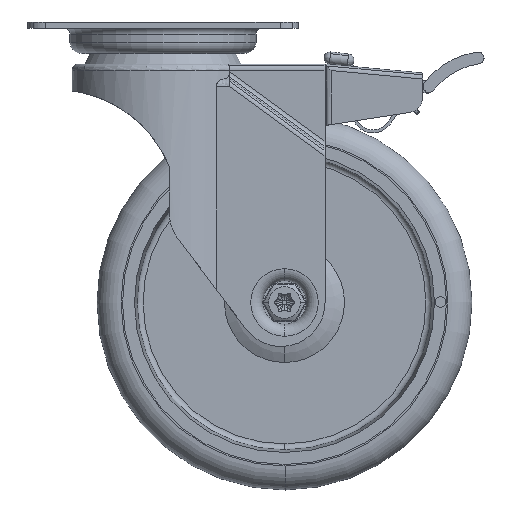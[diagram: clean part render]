
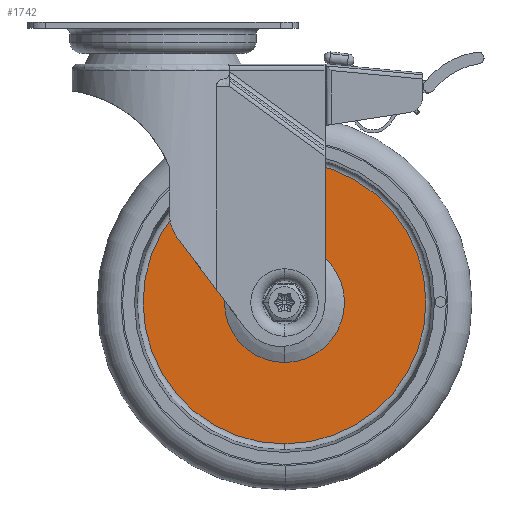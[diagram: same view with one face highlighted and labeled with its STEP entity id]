
A CAD part, front view. The second image highlights one B-rep face of the part: STEP entity #1742.
In plain terms, the highlighted planar face has unit normal (0, -1, 0).
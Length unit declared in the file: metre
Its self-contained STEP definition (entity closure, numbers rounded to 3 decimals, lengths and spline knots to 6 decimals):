
#1742=ADVANCED_FACE('',(#2943,#2944),#2945,.T.);
#2943=FACE_OUTER_BOUND('',#4431,.T.);
#2944=FACE_BOUND('',#4432,.T.);
#2945=PLANE('',#4433);
#4431=EDGE_LOOP('',(#12414,#12415));
#4432=EDGE_LOOP('',(#12416,#12417));
#4433=AXIS2_PLACEMENT_3D('',#12418,#12419,#12420);
#12414=ORIENTED_EDGE('',*,*,#15287,.F.);
#12415=ORIENTED_EDGE('',*,*,#15227,.F.);
#12416=ORIENTED_EDGE('',*,*,#15232,.T.);
#12417=ORIENTED_EDGE('',*,*,#15286,.T.);
#12418=CARTESIAN_POINT('',(0.0,-0.002,0.033569));
#12419=DIRECTION('',(0.0,-1.0,0.));
#12420=DIRECTION('',(0.0,0.,-1.0));
#15227=EDGE_CURVE('',#17659,#17661,#17662,.T.);
#15232=EDGE_CURVE('',#17665,#17669,#17671,.T.);
#15286=EDGE_CURVE('',#17669,#17665,#17755,.T.);
#15287=EDGE_CURVE('',#17661,#17659,#17756,.T.);
#17659=VERTEX_POINT('',#22455);
#17661=VERTEX_POINT('',#22457);
#17662=CIRCLE('',#22458,0.047138);
#17665=VERTEX_POINT('',#22461);
#17669=VERTEX_POINT('',#22465);
#17671=CIRCLE('',#22467,0.02);
#17755=CIRCLE('',#22565,0.02);
#17756=CIRCLE('',#22566,0.047138);
#22455=CARTESIAN_POINT('',(0.,-0.002,-0.047138));
#22457=CARTESIAN_POINT('',(0.0,-0.002,0.047138));
#22458=AXIS2_PLACEMENT_3D('',#27720,#27721,#27722);
#22461=CARTESIAN_POINT('',(0.0,-0.002,0.02));
#22465=CARTESIAN_POINT('',(0.,-0.002,-0.02));
#22467=AXIS2_PLACEMENT_3D('',#27735,#27736,#27737);
#22565=AXIS2_PLACEMENT_3D('',#27869,#27870,#27871);
#22566=AXIS2_PLACEMENT_3D('',#27872,#27873,#27874);
#27720=CARTESIAN_POINT('',(0.0,-0.002,0.0));
#27721=DIRECTION('',(0.0,1.0,0.0));
#27722=DIRECTION('',(0.0,0.0,1.0));
#27735=CARTESIAN_POINT('',(0.0,-0.002,0.0));
#27736=DIRECTION('',(0.0,1.0,0.0));
#27737=DIRECTION('',(0.0,0.0,1.0));
#27869=CARTESIAN_POINT('',(0.0,-0.002,0.0));
#27870=DIRECTION('',(0.0,1.0,0.0));
#27871=DIRECTION('',(0.0,0.0,1.0));
#27872=CARTESIAN_POINT('',(0.0,-0.002,0.0));
#27873=DIRECTION('',(0.0,1.0,0.0));
#27874=DIRECTION('',(0.0,0.0,1.0));
